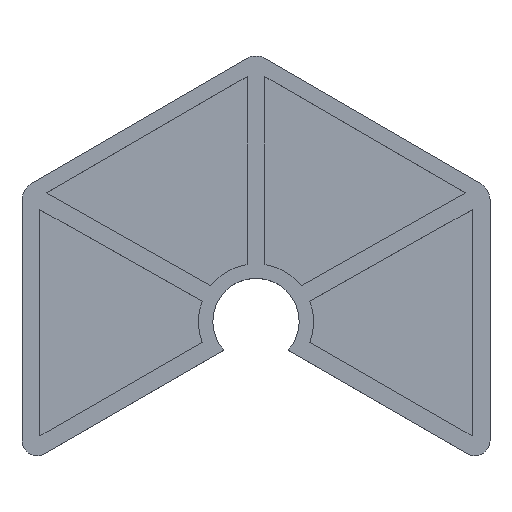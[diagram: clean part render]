
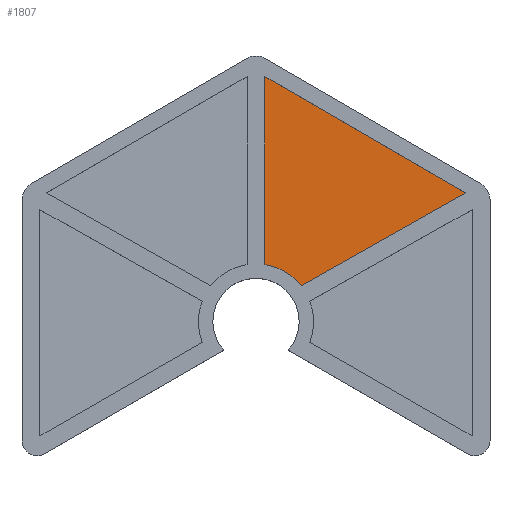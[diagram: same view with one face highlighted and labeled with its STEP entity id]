
A CAD part, top view. The second image highlights one B-rep face of the part: STEP entity #1807.
In plain terms, the highlighted planar face has unit normal (0, 0, 1).
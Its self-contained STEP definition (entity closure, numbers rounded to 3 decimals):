
#544 = PLANE('',#545);
#545 = AXIS2_PLACEMENT_3D('',#546,#547,#548);
#546 = CARTESIAN_POINT('',(1.25,34.019,0.));
#547 = DIRECTION('',(1.,0.,0.));
#548 = DIRECTION('',(0.,-1.,0.));
#577 = CYLINDRICAL_SURFACE('',#578,8.);
#578 = AXIS2_PLACEMENT_3D('',#579,#580,#581);
#579 = CARTESIAN_POINT('',(0.,0.,0.));
#580 = DIRECTION('',(-0.,-0.,-1.));
#581 = DIRECTION('',(1.,0.,0.));
#605 = PLANE('',#606);
#606 = AXIS2_PLACEMENT_3D('',#607,#608,#609);
#607 = CARTESIAN_POINT('',(29.067,17.869,0.));
#608 = DIRECTION('',(0.492,-0.871,0.));
#609 = DIRECTION('',(-0.871,-0.492,0.));
#631 = PLANE('',#632);
#632 = AXIS2_PLACEMENT_3D('',#633,#634,#635);
#633 = CARTESIAN_POINT('',(1.25,34.019,0.));
#634 = DIRECTION('',(0.502,0.865,0.));
#635 = DIRECTION('',(0.865,-0.502,0.));
#1004 = VERTEX_POINT('',#1005);
#1005 = CARTESIAN_POINT('',(1.25,34.019,0.));
#1028 = VERTEX_POINT('',#1029);
#1029 = CARTESIAN_POINT('',(1.25,7.902,0.));
#1050 = EDGE_CURVE('',#1004,#1028,#1051,.T.);
#1051 = SURFACE_CURVE('',#1052,(#1056,#1063),.PCURVE_S1.);
#1052 = LINE('',#1053,#1054);
#1053 = CARTESIAN_POINT('',(1.25,34.019,0.));
#1054 = VECTOR('',#1055,1.);
#1055 = DIRECTION('',(0.,-1.,0.));
#1056 = PCURVE('',#544,#1057);
#1057 = DEFINITIONAL_REPRESENTATION('',(#1058),#1062);
#1058 = LINE('',#1059,#1060);
#1059 = CARTESIAN_POINT('',(0.,0.));
#1060 = VECTOR('',#1061,1.);
#1061 = DIRECTION('',(1.,0.));
#1062 = ( GEOMETRIC_REPRESENTATION_CONTEXT(2) 
PARAMETRIC_REPRESENTATION_CONTEXT() REPRESENTATION_CONTEXT('2D SPACE',''
  ) );
#1063 = PCURVE('',#1064,#1069);
#1064 = PLANE('',#1065);
#1065 = AXIS2_PLACEMENT_3D('',#1066,#1067,#1068);
#1066 = CARTESIAN_POINT('',(29.344,-18.385,0.));
#1067 = DIRECTION('',(0.,0.,1.));
#1068 = DIRECTION('',(1.,0.,0.));
#1069 = DEFINITIONAL_REPRESENTATION('',(#1070),#1074);
#1070 = LINE('',#1071,#1072);
#1071 = CARTESIAN_POINT('',(-28.094,52.405));
#1072 = VECTOR('',#1073,1.);
#1073 = DIRECTION('',(0.,-1.));
#1074 = ( GEOMETRIC_REPRESENTATION_CONTEXT(2) 
PARAMETRIC_REPRESENTATION_CONTEXT() REPRESENTATION_CONTEXT('2D SPACE',''
  ) );
#1080 = VERTEX_POINT('',#1081);
#1081 = CARTESIAN_POINT('',(6.263,4.977,0.));
#1104 = EDGE_CURVE('',#1080,#1028,#1105,.T.);
#1105 = SURFACE_CURVE('',#1106,(#1111,#1118),.PCURVE_S1.);
#1106 = CIRCLE('',#1107,8.);
#1107 = AXIS2_PLACEMENT_3D('',#1108,#1109,#1110);
#1108 = CARTESIAN_POINT('',(0.,0.,0.));
#1109 = DIRECTION('',(0.,0.,1.));
#1110 = DIRECTION('',(1.,0.,0.));
#1111 = PCURVE('',#577,#1112);
#1112 = DEFINITIONAL_REPRESENTATION('',(#1113),#1117);
#1113 = LINE('',#1114,#1115);
#1114 = CARTESIAN_POINT('',(-0.,0.));
#1115 = VECTOR('',#1116,1.);
#1116 = DIRECTION('',(-1.,0.));
#1117 = ( GEOMETRIC_REPRESENTATION_CONTEXT(2) 
PARAMETRIC_REPRESENTATION_CONTEXT() REPRESENTATION_CONTEXT('2D SPACE',''
  ) );
#1118 = PCURVE('',#1064,#1119);
#1119 = DEFINITIONAL_REPRESENTATION('',(#1120),#1124);
#1120 = CIRCLE('',#1121,8.);
#1121 = AXIS2_PLACEMENT_2D('',#1122,#1123);
#1122 = CARTESIAN_POINT('',(-29.344,18.385));
#1123 = DIRECTION('',(1.,0.));
#1124 = ( GEOMETRIC_REPRESENTATION_CONTEXT(2) 
PARAMETRIC_REPRESENTATION_CONTEXT() REPRESENTATION_CONTEXT('2D SPACE',''
  ) );
#1130 = VERTEX_POINT('',#1131);
#1131 = CARTESIAN_POINT('',(29.067,17.869,0.));
#1154 = EDGE_CURVE('',#1130,#1080,#1155,.T.);
#1155 = SURFACE_CURVE('',#1156,(#1160,#1167),.PCURVE_S1.);
#1156 = LINE('',#1157,#1158);
#1157 = CARTESIAN_POINT('',(29.067,17.869,0.));
#1158 = VECTOR('',#1159,1.);
#1159 = DIRECTION('',(-0.871,-0.492,0.));
#1160 = PCURVE('',#605,#1161);
#1161 = DEFINITIONAL_REPRESENTATION('',(#1162),#1166);
#1162 = LINE('',#1163,#1164);
#1163 = CARTESIAN_POINT('',(0.,0.));
#1164 = VECTOR('',#1165,1.);
#1165 = DIRECTION('',(1.,-0.));
#1166 = ( GEOMETRIC_REPRESENTATION_CONTEXT(2) 
PARAMETRIC_REPRESENTATION_CONTEXT() REPRESENTATION_CONTEXT('2D SPACE',''
  ) );
#1167 = PCURVE('',#1064,#1168);
#1168 = DEFINITIONAL_REPRESENTATION('',(#1169),#1173);
#1169 = LINE('',#1170,#1171);
#1170 = CARTESIAN_POINT('',(-0.278,36.254));
#1171 = VECTOR('',#1172,1.);
#1172 = DIRECTION('',(-0.871,-0.492));
#1173 = ( GEOMETRIC_REPRESENTATION_CONTEXT(2) 
PARAMETRIC_REPRESENTATION_CONTEXT() REPRESENTATION_CONTEXT('2D SPACE',''
  ) );
#1181 = EDGE_CURVE('',#1004,#1130,#1182,.T.);
#1182 = SURFACE_CURVE('',#1183,(#1187,#1194),.PCURVE_S1.);
#1183 = LINE('',#1184,#1185);
#1184 = CARTESIAN_POINT('',(1.25,34.019,0.));
#1185 = VECTOR('',#1186,1.);
#1186 = DIRECTION('',(0.865,-0.502,0.));
#1187 = PCURVE('',#631,#1188);
#1188 = DEFINITIONAL_REPRESENTATION('',(#1189),#1193);
#1189 = LINE('',#1190,#1191);
#1190 = CARTESIAN_POINT('',(0.,0.));
#1191 = VECTOR('',#1192,1.);
#1192 = DIRECTION('',(1.,0.));
#1193 = ( GEOMETRIC_REPRESENTATION_CONTEXT(2) 
PARAMETRIC_REPRESENTATION_CONTEXT() REPRESENTATION_CONTEXT('2D SPACE',''
  ) );
#1194 = PCURVE('',#1064,#1195);
#1195 = DEFINITIONAL_REPRESENTATION('',(#1196),#1200);
#1196 = LINE('',#1197,#1198);
#1197 = CARTESIAN_POINT('',(-28.094,52.405));
#1198 = VECTOR('',#1199,1.);
#1199 = DIRECTION('',(0.865,-0.502));
#1200 = ( GEOMETRIC_REPRESENTATION_CONTEXT(2) 
PARAMETRIC_REPRESENTATION_CONTEXT() REPRESENTATION_CONTEXT('2D SPACE',''
  ) );
#1807 = ADVANCED_FACE('',(#1808),#1064,.T.);
#1808 = FACE_BOUND('',#1809,.T.);
#1809 = EDGE_LOOP('',(#1810,#1811,#1812,#1813));
#1810 = ORIENTED_EDGE('',*,*,#1181,.F.);
#1811 = ORIENTED_EDGE('',*,*,#1050,.T.);
#1812 = ORIENTED_EDGE('',*,*,#1104,.F.);
#1813 = ORIENTED_EDGE('',*,*,#1154,.F.);
